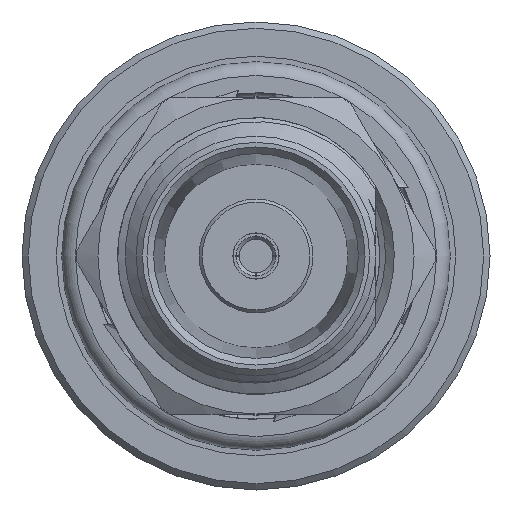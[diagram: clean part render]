
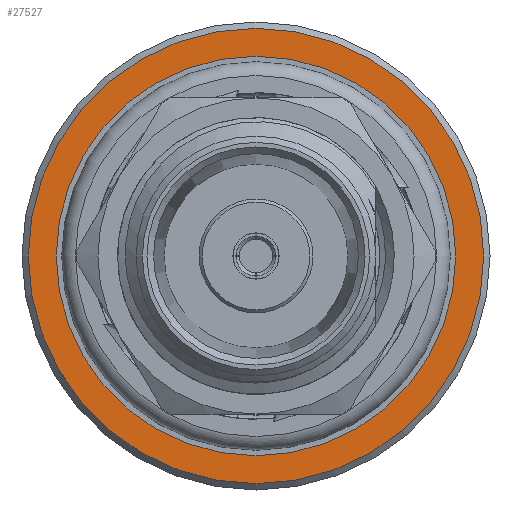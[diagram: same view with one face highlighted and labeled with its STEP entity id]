
A CAD part, left-side view. The second image highlights one B-rep face of the part: STEP entity #27527.
In plain terms, the highlighted planar face has unit normal (-1, 0, 0).
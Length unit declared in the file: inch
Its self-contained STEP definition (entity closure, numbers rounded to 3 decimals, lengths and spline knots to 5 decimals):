
#187 = CARTESIAN_POINT ( 'NONE',  ( 0.65512, 0., 0.36008 ) ) ;
#213 = DIRECTION ( 'NONE',  ( 0., 0., -1. ) ) ;
#1040 = AXIS2_PLACEMENT_3D ( 'NONE', #17404, #29128, #213 ) ;
#9227 = AXIS2_PLACEMENT_3D ( 'NONE', #18237, #9763, #27457 ) ;
#9763 = DIRECTION ( 'NONE',  ( -1., 0., 0. ) ) ;
#9948 = VERTEX_POINT ( 'NONE', #29100 ) ;
#11743 = ORIENTED_EDGE ( 'NONE', *, *, #11758, .T. ) ;
#11758 = EDGE_CURVE ( 'NONE', #33199, #33199, #27412, .T. ) ;
#12788 = FACE_BOUND ( 'NONE', #19095, .T. ) ;
#13242 = FACE_OUTER_BOUND ( 'NONE', #22107, .T. ) ;
#13764 = DIRECTION ( 'NONE',  ( 0., 0., 1. ) ) ;
#14235 = ORIENTED_EDGE ( 'NONE', *, *, #31067, .T. ) ;
#17404 = CARTESIAN_POINT ( 'NONE',  ( 0.65512, 0., 0. ) ) ;
#18237 = CARTESIAN_POINT ( 'NONE',  ( 0.65512, 0.31593, 0. ) ) ;
#19095 = EDGE_LOOP ( 'NONE', ( #14235 ) ) ;
#21286 = AXIS2_PLACEMENT_3D ( 'NONE', #28350, #22242, #13764 ) ;
#22107 = EDGE_LOOP ( 'NONE', ( #11743 ) ) ;
#22242 = DIRECTION ( 'NONE',  ( -1., 0., 0. ) ) ;
#23719 = PLANE ( 'NONE',  #9227 ) ;
#27412 = CIRCLE ( 'NONE', #21286, 0.36008 ) ;
#27457 = DIRECTION ( 'NONE',  ( 0., 0., 1. ) ) ;
#27527 = ADVANCED_FACE ( 'NONE', ( #12788, #13242 ), #23719, .T. ) ;
#28350 = CARTESIAN_POINT ( 'NONE',  ( 0.65512, 0., 0. ) ) ;
#29100 = CARTESIAN_POINT ( 'NONE',  ( 0.65512, 0., -0.31593 ) ) ;
#29128 = DIRECTION ( 'NONE',  ( 1., 0., 0. ) ) ;
#31067 = EDGE_CURVE ( 'NONE', #9948, #9948, #33714, .T. ) ;
#33199 = VERTEX_POINT ( 'NONE', #187 ) ;
#33714 = CIRCLE ( 'NONE', #1040, 0.31593 ) ;
